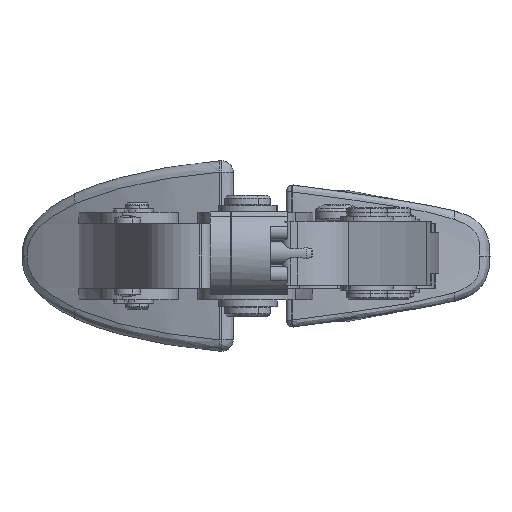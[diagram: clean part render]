
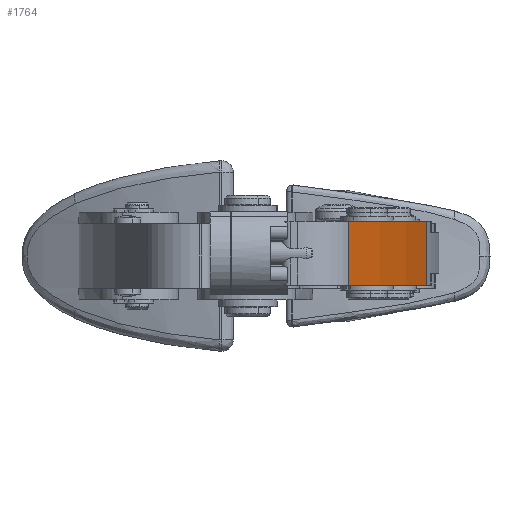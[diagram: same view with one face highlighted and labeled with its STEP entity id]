
A CAD part, left-side view. The second image highlights one B-rep face of the part: STEP entity #1764.
In plain terms, the highlighted cylindrical face has radius 136.613 mm (diameter 273.227 mm), a partial arc.
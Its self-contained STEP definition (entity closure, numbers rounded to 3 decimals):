
#906=AXIS2_PLACEMENT_3D('Circle Axis2P3D',#904,#905,$) ;
#1744=AXIS2_PLACEMENT_3D('Cylinder Axis2P3D',#1741,#1742,#1743) ;
#1755=AXIS2_PLACEMENT_3D('Circle Axis2P3D',#1753,#1754,$) ;
#901=CARTESIAN_POINT('Vertex',(6.875,24.571,22.546)) ;
#904=CARTESIAN_POINT('Axis2P3D Location',(74.942,143.02,22.546)) ;
#908=CARTESIAN_POINT('Vertex',(40.118,10.92,22.546)) ;
#1710=CARTESIAN_POINT('Line Origine',(40.118,10.92,16.996)) ;
#1714=CARTESIAN_POINT('Vertex',(40.118,10.92,11.446)) ;
#1741=CARTESIAN_POINT('Axis2P3D Location',(74.942,143.02,21.546)) ;
#1746=CARTESIAN_POINT('Line Origine',(6.875,24.571,21.546)) ;
#1750=CARTESIAN_POINT('Vertex',(6.875,24.571,11.446)) ;
#1753=CARTESIAN_POINT('Axis2P3D Location',(74.942,143.02,11.446)) ;
#905=DIRECTION('Axis2P3D Direction',(0.,0.,-1.)) ;
#1711=DIRECTION('Vector Direction',(0.,0.,1.)) ;
#1742=DIRECTION('Axis2P3D Direction',(0.,0.,-1.)) ;
#1743=DIRECTION('Axis2P3D XDirection',(-0.239,-0.971,0.)) ;
#1747=DIRECTION('Vector Direction',(0.,0.,-1.)) ;
#1754=DIRECTION('Axis2P3D Direction',(0.,0.,-1.)) ;
#1712=VECTOR('Line Direction',#1711,1.) ;
#1748=VECTOR('Line Direction',#1747,1.) ;
#1759=ORIENTED_EDGE('',*,*,#1716,.F.) ;
#1760=ORIENTED_EDGE('',*,*,#910,.T.) ;
#1761=ORIENTED_EDGE('',*,*,#1752,.T.) ;
#1762=ORIENTED_EDGE('',*,*,#1757,.F.) ;
#1764=ADVANCED_FACE('Hauptk\X2\00F6\X0\rper',(#1763),#1745,.T.) ;
#907=CIRCLE('generated circle',#906,136.614) ;
#1756=CIRCLE('generated circle',#1755,136.614) ;
#1745=CYLINDRICAL_SURFACE('generated cylinder',#1744,136.614) ;
#910=EDGE_CURVE('',#909,#902,#907,.T.) ;
#1716=EDGE_CURVE('',#909,#1715,#1713,.F.) ;
#1752=EDGE_CURVE('',#902,#1751,#1749,.T.) ;
#1757=EDGE_CURVE('',#1715,#1751,#1756,.T.) ;
#1758=EDGE_LOOP('',(#1759,#1760,#1761,#1762)) ;
#1763=FACE_OUTER_BOUND('',#1758,.T.) ;
#1713=LINE('Line',#1710,#1712) ;
#1749=LINE('Line',#1746,#1748) ;
#902=VERTEX_POINT('',#901) ;
#909=VERTEX_POINT('',#908) ;
#1715=VERTEX_POINT('',#1714) ;
#1751=VERTEX_POINT('',#1750) ;
